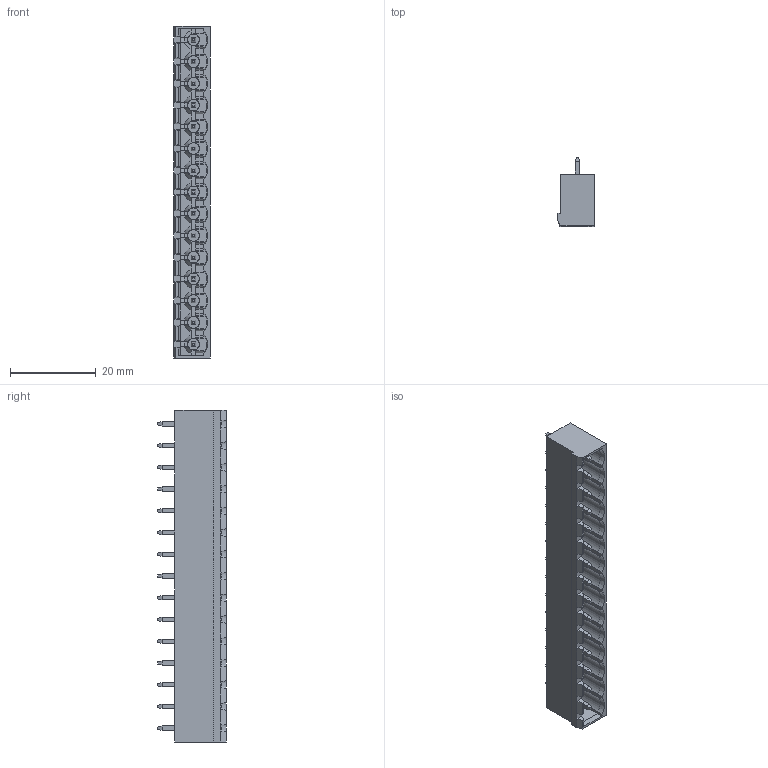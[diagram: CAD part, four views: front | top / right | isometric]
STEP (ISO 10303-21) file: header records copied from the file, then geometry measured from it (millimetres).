
FILE_DESCRIPTION((''),'2;1');
FILE_NAME('WJ2EDGVC-508-15P','2017-03-16T',('QZY'),(''),'CREO PARAMETRIC BY PTC INC, 2014440','CREO PARAMETRIC BY PTC INC, 2014440','');
FILE_SCHEMA(('CONFIG_CONTROL_DESIGN'));
Length unit declared in the file: millimetre
Products named in the file (1): WJ2EDGVC-508-15P
Bounding box: 8.5 x 16 x 77.6 mm (x, y, z)
Volume: 3006.7 mm3; surface area: 6679.6 mm2
Topology: 1 solids, 1 shells, 1254 faces, 3271 edges, 2019 vertices
Faces by surface type: plane 1088, cone 73, cylinder 63, sphere 30
Entity records: 37454 total; most frequent: CARTESIAN_POINT 6915, ORIENTED_EDGE 6482, DIRECTION 6010, EDGE_CURVE 3241, VECTOR 2808, LINE 2808, VERTEX_POINT 2019, AXIS2_PLACEMENT_3D 1601
